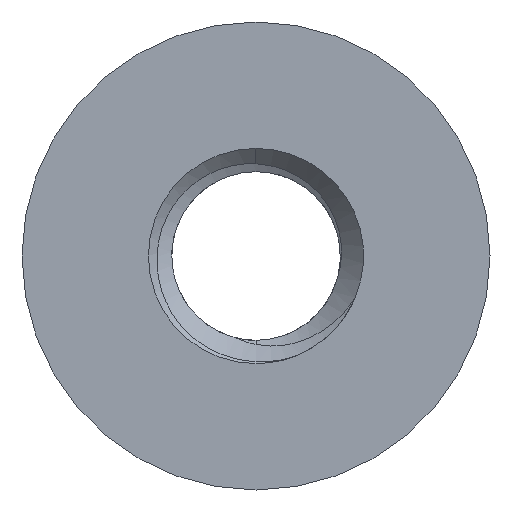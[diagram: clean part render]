
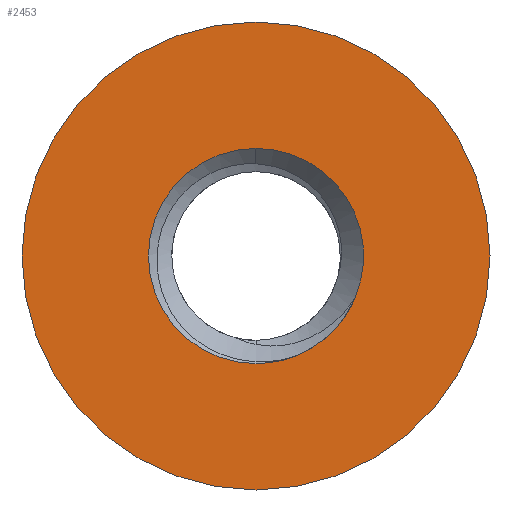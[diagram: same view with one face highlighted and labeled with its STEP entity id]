
A CAD part, front view. The second image highlights one B-rep face of the part: STEP entity #2453.
In plain terms, the highlighted planar face has unit normal (0, -1, 0).
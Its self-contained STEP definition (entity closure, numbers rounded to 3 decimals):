
#7 = CARTESIAN_POINT ( 'NONE',  ( 0., 0., 0. ) ) ;
#25 = ORIENTED_EDGE ( 'NONE', *, *, #2416, .T. ) ;
#34 = CARTESIAN_POINT ( 'NONE',  ( 0., 0., 0. ) ) ;
#69 = AXIS2_PLACEMENT_3D ( 'NONE', #2044, #2693, #2028 ) ;
#193 = CARTESIAN_POINT ( 'NONE',  ( 0., 0., 1. ) ) ;
#303 = AXIS2_PLACEMENT_3D ( 'NONE', #1066, #842, #2192 ) ;
#330 = ORIENTED_EDGE ( 'NONE', *, *, #1542, .T. ) ;
#335 = AXIS2_PLACEMENT_3D ( 'NONE', #756, #509, #2755 ) ;
#424 = EDGE_CURVE ( 'NONE', #866, #2421, #2260, .T. ) ;
#474 = CARTESIAN_POINT ( 'NONE',  ( 0.375, 0., -0.927 ) ) ;
#509 = DIRECTION ( 'NONE',  ( 0., 1., 0. ) ) ;
#566 = EDGE_LOOP ( 'NONE', ( #2083, #2895 ) ) ;
#662 = DIRECTION ( 'NONE',  ( 0., 0., 1. ) ) ;
#667 = DIRECTION ( 'NONE',  ( 0., 0., 1. ) ) ;
#756 = CARTESIAN_POINT ( 'NONE',  ( 0., 0., 0. ) ) ;
#842 = DIRECTION ( 'NONE',  ( 0., 1., 0. ) ) ;
#866 = VERTEX_POINT ( 'NONE', #1641 ) ;
#893 = EDGE_CURVE ( 'NONE', #2035, #1230, #1235, .T. ) ;
#898 = AXIS2_PLACEMENT_3D ( 'NONE', #1738, #1247, #2607 ) ;
#906 = ORIENTED_EDGE ( 'NONE', *, *, #893, .T. ) ;
#964 = CIRCLE ( 'NONE', #2792, 1. ) ;
#1066 = CARTESIAN_POINT ( 'NONE',  ( 0., 0., 0. ) ) ;
#1138 = DIRECTION ( 'NONE',  ( 0., 1., 0. ) ) ;
#1155 = CARTESIAN_POINT ( 'NONE',  ( 0., 0., -2.175 ) ) ;
#1230 = VERTEX_POINT ( 'NONE', #193 ) ;
#1235 = CIRCLE ( 'NONE', #335, 1. ) ;
#1247 = DIRECTION ( 'NONE',  ( 0., 1., 0. ) ) ;
#1386 = AXIS2_PLACEMENT_3D ( 'NONE', #7, #2254, #667 ) ;
#1511 = CIRCLE ( 'NONE', #2546, 1. ) ;
#1542 = EDGE_CURVE ( 'NONE', #2303, #2882, #1511, .T. ) ;
#1641 = CARTESIAN_POINT ( 'NONE',  ( 0., 0., 2.175 ) ) ;
#1738 = CARTESIAN_POINT ( 'NONE',  ( 0., 0., 0. ) ) ;
#1810 = FACE_BOUND ( 'NONE', #2700, .T. ) ;
#1898 = CIRCLE ( 'NONE', #1386, 1. ) ;
#1950 = EDGE_CURVE ( 'NONE', #2421, #866, #2220, .T. ) ;
#1952 = DIRECTION ( 'NONE',  ( 0., 0., 1. ) ) ;
#2028 = DIRECTION ( 'NONE',  ( 0., 0., -1. ) ) ;
#2035 = VERTEX_POINT ( 'NONE', #2429 ) ;
#2044 = CARTESIAN_POINT ( 'NONE',  ( -2.175, 0., 0. ) ) ;
#2083 = ORIENTED_EDGE ( 'NONE', *, *, #424, .F. ) ;
#2149 = EDGE_CURVE ( 'NONE', #1230, #2303, #1898, .T. ) ;
#2192 = DIRECTION ( 'NONE',  ( 0., 0., 1. ) ) ;
#2220 = CIRCLE ( 'NONE', #303, 2.175 ) ;
#2254 = DIRECTION ( 'NONE',  ( 0., 1., 0. ) ) ;
#2260 = CIRCLE ( 'NONE', #898, 2.175 ) ;
#2303 = VERTEX_POINT ( 'NONE', #2524 ) ;
#2350 = DIRECTION ( 'NONE',  ( 0., 1., 0. ) ) ;
#2416 = EDGE_CURVE ( 'NONE', #2882, #2035, #964, .T. ) ;
#2421 = VERTEX_POINT ( 'NONE', #1155 ) ;
#2424 = PLANE ( 'NONE',  #69 ) ;
#2429 = CARTESIAN_POINT ( 'NONE',  ( 0., 0., -1. ) ) ;
#2453 = ADVANCED_FACE ( 'NONE', ( #1810, #2454 ), #2424, .T. ) ;
#2454 = FACE_OUTER_BOUND ( 'NONE', #566, .T. ) ;
#2524 = CARTESIAN_POINT ( 'NONE',  ( 0.922, 0., -0.388 ) ) ;
#2546 = AXIS2_PLACEMENT_3D ( 'NONE', #2821, #2350, #1952 ) ;
#2607 = DIRECTION ( 'NONE',  ( 0., 0., 1. ) ) ;
#2693 = DIRECTION ( 'NONE',  ( 0., -1., 0. ) ) ;
#2700 = EDGE_LOOP ( 'NONE', ( #330, #25, #906, #2833 ) ) ;
#2755 = DIRECTION ( 'NONE',  ( 0., 0., 1. ) ) ;
#2792 = AXIS2_PLACEMENT_3D ( 'NONE', #34, #1138, #662 ) ;
#2821 = CARTESIAN_POINT ( 'NONE',  ( 0., 0., 0. ) ) ;
#2833 = ORIENTED_EDGE ( 'NONE', *, *, #2149, .T. ) ;
#2882 = VERTEX_POINT ( 'NONE', #474 ) ;
#2895 = ORIENTED_EDGE ( 'NONE', *, *, #1950, .F. ) ;
